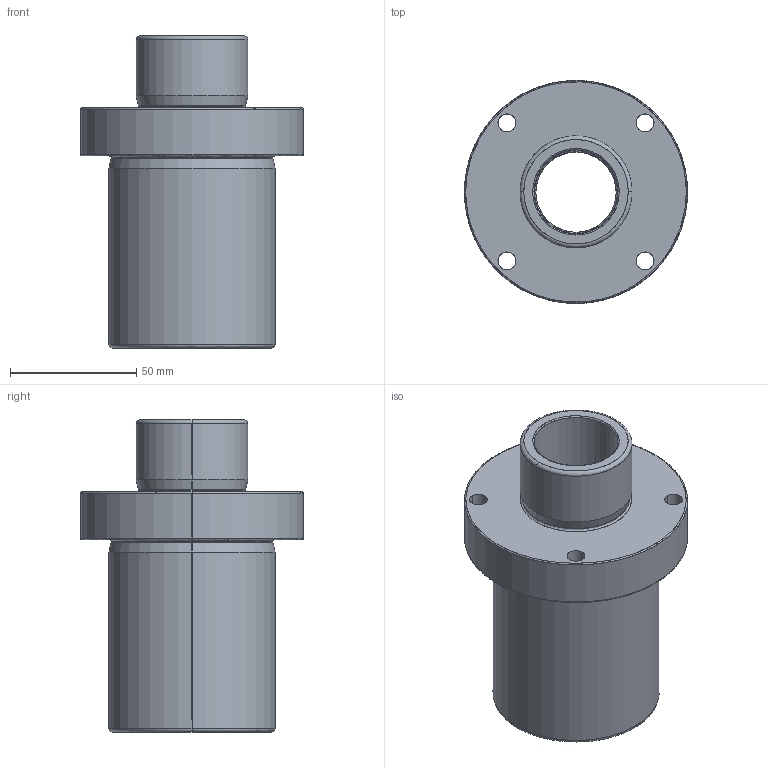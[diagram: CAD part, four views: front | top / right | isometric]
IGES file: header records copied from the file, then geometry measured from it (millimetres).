
Start section: SolidWorks IGES file using analytic representation for surfaces
Global section: file name: DieSetMount_2E276FE77A.igs; native system: SolidWorks 2019; preprocessor: SolidWorks 2019; author: PCM_PROD2; date: 210603.065052; units: inch
Bounding box: 88.52 x 88.52 x 123.83 mm (x, y, z)
Surface area: 93184.3 mm2 (no closed solid volume)
Topology: 0 solids, 0 shells, 145 faces, 3268 edges, 3268 vertices
Faces by surface type: revolution 76, bspline 69
